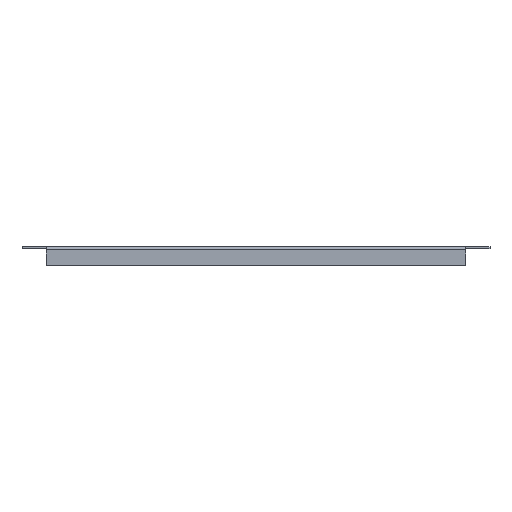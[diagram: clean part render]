
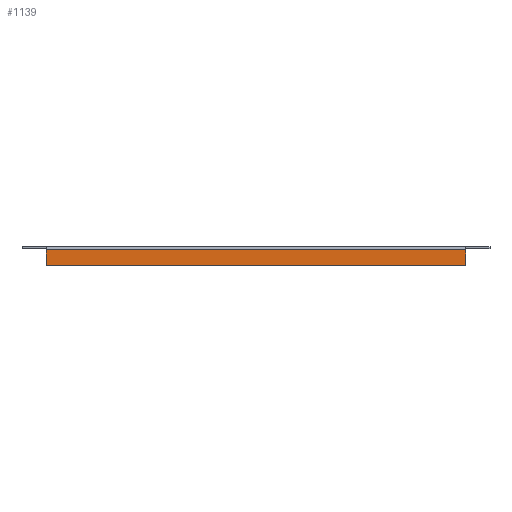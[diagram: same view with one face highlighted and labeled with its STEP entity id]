
A CAD part, front view. The second image highlights one B-rep face of the part: STEP entity #1139.
In plain terms, the highlighted planar face has unit normal (0, -1, 0).
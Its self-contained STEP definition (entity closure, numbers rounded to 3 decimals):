
#25 = VECTOR ( 'NONE', #1094, 1000. ) ;
#27 = CARTESIAN_POINT ( 'NONE',  ( 26., -137.5, -20. ) ) ;
#122 = PLANE ( 'NONE',  #1861 ) ;
#182 = EDGE_CURVE ( 'NONE', #1338, #717, #1078, .T. ) ;
#198 = CARTESIAN_POINT ( 'NONE',  ( 0., -137.5, -3.5 ) ) ;
#227 = VECTOR ( 'NONE', #1399, 1000. ) ;
#251 = VECTOR ( 'NONE', #530, 1000. ) ;
#300 = CARTESIAN_POINT ( 'NONE',  ( 471.5, -137.5, -20. ) ) ;
#332 = EDGE_CURVE ( 'NONE', #1338, #1571, #673, .T. ) ;
#373 = CARTESIAN_POINT ( 'NONE',  ( 26., -137.5, -3.5 ) ) ;
#494 = LINE ( 'NONE', #1542, #227 ) ;
#530 = DIRECTION ( 'NONE',  ( 0., 0., -1. ) ) ;
#654 = ORIENTED_EDGE ( 'NONE', *, *, #332, .F. ) ;
#673 = LINE ( 'NONE', #1280, #251 ) ;
#717 = VERTEX_POINT ( 'NONE', #373 ) ;
#742 = CARTESIAN_POINT ( 'NONE',  ( 26., -137.5, -20. ) ) ;
#765 = VECTOR ( 'NONE', #771, 1000. ) ;
#771 = DIRECTION ( 'NONE',  ( -1., 0., 0. ) ) ;
#834 = ORIENTED_EDGE ( 'NONE', *, *, #1321, .F. ) ;
#859 = FACE_OUTER_BOUND ( 'NONE', #1813, .T. ) ;
#969 = DIRECTION ( 'NONE',  ( 0., -1., 0. ) ) ;
#1078 = LINE ( 'NONE', #198, #25 ) ;
#1094 = DIRECTION ( 'NONE',  ( -1., 0., 0. ) ) ;
#1139 = ADVANCED_FACE ( 'NONE', ( #859 ), #122, .T. ) ;
#1177 = CARTESIAN_POINT ( 'NONE',  ( 0., -137.5, 0. ) ) ;
#1279 = ORIENTED_EDGE ( 'NONE', *, *, #182, .T. ) ;
#1280 = CARTESIAN_POINT ( 'NONE',  ( 471.5, -137.5, -20. ) ) ;
#1321 = EDGE_CURVE ( 'NONE', #1571, #1594, #1672, .T. ) ;
#1338 = VERTEX_POINT ( 'NONE', #1556 ) ;
#1378 = ORIENTED_EDGE ( 'NONE', *, *, #1728, .F. ) ;
#1399 = DIRECTION ( 'NONE',  ( 0., 0., 1. ) ) ;
#1542 = CARTESIAN_POINT ( 'NONE',  ( 26., -137.5, -2.5 ) ) ;
#1556 = CARTESIAN_POINT ( 'NONE',  ( 471.5, -137.5, -3.5 ) ) ;
#1571 = VERTEX_POINT ( 'NONE', #300 ) ;
#1579 = DIRECTION ( 'NONE',  ( 0., 0., -1. ) ) ;
#1594 = VERTEX_POINT ( 'NONE', #742 ) ;
#1672 = LINE ( 'NONE', #27, #765 ) ;
#1728 = EDGE_CURVE ( 'NONE', #1594, #717, #494, .T. ) ;
#1813 = EDGE_LOOP ( 'NONE', ( #654, #1279, #1378, #834 ) ) ;
#1861 = AXIS2_PLACEMENT_3D ( 'NONE', #1177, #969, #1579 ) ;
